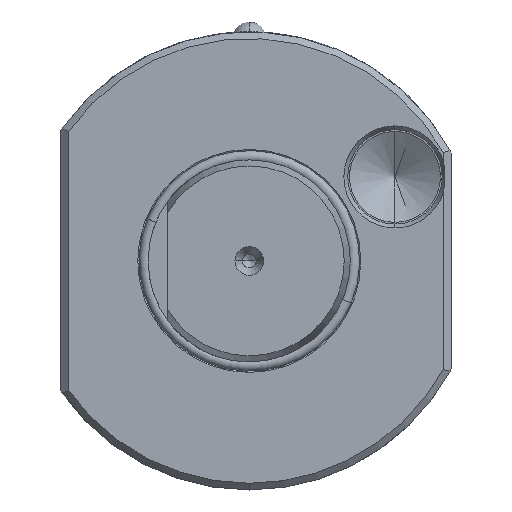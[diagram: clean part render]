
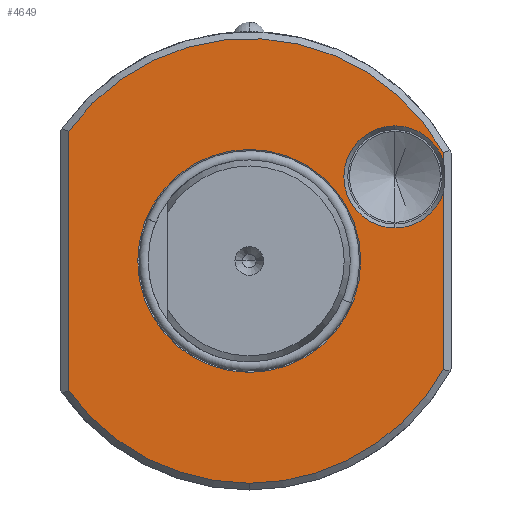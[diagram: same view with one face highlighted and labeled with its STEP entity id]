
A CAD part, left-side view. The second image highlights one B-rep face of the part: STEP entity #4649.
In plain terms, the highlighted planar face has unit normal (-1, 0, 0).
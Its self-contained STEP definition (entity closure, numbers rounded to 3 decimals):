
#145 = VERTEX_POINT ( 'NONE', #24338 ) ;
#153 = VERTEX_POINT ( 'NONE', #24384 ) ;
#154 = VERTEX_POINT ( 'NONE', #24325 ) ;
#324 = VERTEX_POINT ( 'NONE', #24541 ) ;
#4649 = ADVANCED_FACE ( 'NONE', ( #28558, #28574 ), #9557, .T. ) ;
#9557 = PLANE ( 'NONE',  #37058 ) ;
#9591 = DIRECTION ( 'NONE',  ( -1., 0., 0. ) ) ;
#9594 = DIRECTION ( 'NONE',  ( 0., 0., 1. ) ) ;
#9598 = CARTESIAN_POINT ( 'NONE',  ( 2., 15., 0. ) ) ;
#15727 = CARTESIAN_POINT ( 'NONE',  ( 2., -21.62, 12.47 ) ) ;
#15737 = DIRECTION ( 'NONE',  ( 1., 0., 0. ) ) ;
#15738 = DIRECTION ( 'NONE',  ( 0., 0., 1. ) ) ;
#15774 = DIRECTION ( 'NONE',  ( 1., 0., 0. ) ) ;
#15778 = CARTESIAN_POINT ( 'NONE',  ( 2., -21.62, 12.47 ) ) ;
#15780 = DIRECTION ( 'NONE',  ( 0., 0., 1. ) ) ;
#16983 = CARTESIAN_POINT ( 'NONE',  ( 2., -21.62, 20.047 ) ) ;
#17007 = CARTESIAN_POINT ( 'NONE',  ( 2., -28.8, 10.048 ) ) ;
#17028 = CARTESIAN_POINT ( 'NONE',  ( 2., -28.8, 14.892 ) ) ;
#17035 = CARTESIAN_POINT ( 'NONE',  ( 2., -21.62, 4.893 ) ) ;
#19998 = CIRCLE ( 'NONE', #37636, 16.55 ) ;
#20057 = LINE ( 'NONE', #23517, #20092 ) ;
#20067 = CIRCLE ( 'NONE', #37643, 33. ) ;
#20078 = VECTOR ( 'NONE', #23591, 1000. ) ;
#20080 = LINE ( 'NONE', #23608, #20078 ) ;
#20085 = CIRCLE ( 'NONE', #37654, 7.577 ) ;
#20087 = CIRCLE ( 'NONE', #37651, 33. ) ;
#20092 = VECTOR ( 'NONE', #23505, 1000. ) ;
#20544 = CIRCLE ( 'NONE', #37559, 33. ) ;
#20830 = CIRCLE ( 'NONE', #37613, 7.577 ) ;
#20863 = CIRCLE ( 'NONE', #37584, 7.577 ) ;
#22023 = DIRECTION ( 'NONE',  ( 0., 0., 1. ) ) ;
#22035 = CARTESIAN_POINT ( 'NONE',  ( 2., 0., 0. ) ) ;
#22040 = DIRECTION ( 'NONE',  ( -1., 0., 0. ) ) ;
#22545 = EDGE_LOOP ( 'NONE', ( #25225, #25245, #25200, #25201, #25246, #25232, #25249, #25224, #25242 ) ) ;
#22613 = EDGE_LOOP ( 'NONE', ( #25136, #25184 ) ) ;
#22926 = VERTEX_POINT ( 'NONE', #30906 ) ;
#22965 = VERTEX_POINT ( 'NONE', #30952 ) ;
#23053 = VERTEX_POINT ( 'NONE', #31021 ) ;
#23464 = DIRECTION ( 'NONE',  ( 0., 0., 1. ) ) ;
#23467 = DIRECTION ( 'NONE',  ( 1., 0., 0. ) ) ;
#23489 = CARTESIAN_POINT ( 'NONE',  ( 2., -21.62, 12.47 ) ) ;
#23491 = DIRECTION ( 'NONE',  ( 0., 0., 1. ) ) ;
#23495 = CARTESIAN_POINT ( 'NONE',  ( 2., 0., 0. ) ) ;
#23505 = DIRECTION ( 'NONE',  ( 0., 0., -1. ) ) ;
#23516 = DIRECTION ( 'NONE',  ( -1., 0., 0. ) ) ;
#23517 = CARTESIAN_POINT ( 'NONE',  ( 2., 26.8, 0. ) ) ;
#23553 = CARTESIAN_POINT ( 'NONE',  ( 2., 0., 0. ) ) ;
#23555 = DIRECTION ( 'NONE',  ( -1., 0., 0. ) ) ;
#23569 = DIRECTION ( 'NONE',  ( 0., 0., 1. ) ) ;
#23591 = DIRECTION ( 'NONE',  ( 0., 0., 1. ) ) ;
#23608 = CARTESIAN_POINT ( 'NONE',  ( 2., -28.8, 0. ) ) ;
#23886 = CARTESIAN_POINT ( 'NONE',  ( 2., 0., 0. ) ) ;
#23891 = DIRECTION ( 'NONE',  ( 0., 1., 0. ) ) ;
#23899 = DIRECTION ( 'NONE',  ( 1., 0., 0. ) ) ;
#24325 = CARTESIAN_POINT ( 'NONE',  ( 2., -28.8, 16.111 ) ) ;
#24338 = CARTESIAN_POINT ( 'NONE',  ( 2., 26.8, -19.255 ) ) ;
#24384 = CARTESIAN_POINT ( 'NONE',  ( 2., 26.8, 19.255 ) ) ;
#24541 = CARTESIAN_POINT ( 'NONE',  ( 2., 0., -33. ) ) ;
#25136 = ORIENTED_EDGE ( 'NONE', *, *, #42096, .T. ) ;
#25184 = ORIENTED_EDGE ( 'NONE', *, *, #36454, .T. ) ;
#25200 = ORIENTED_EDGE ( 'NONE', *, *, #36453, .T. ) ;
#25201 = ORIENTED_EDGE ( 'NONE', *, *, #41938, .T. ) ;
#25224 = ORIENTED_EDGE ( 'NONE', *, *, #42177, .T. ) ;
#25225 = ORIENTED_EDGE ( 'NONE', *, *, #42196, .T. ) ;
#25232 = ORIENTED_EDGE ( 'NONE', *, *, #41931, .T. ) ;
#25242 = ORIENTED_EDGE ( 'NONE', *, *, #42184, .T. ) ;
#25245 = ORIENTED_EDGE ( 'NONE', *, *, #36679, .T. ) ;
#25246 = ORIENTED_EDGE ( 'NONE', *, *, #42173, .T. ) ;
#25249 = ORIENTED_EDGE ( 'NONE', *, *, #42203, .T. ) ;
#27729 = VECTOR ( 'NONE', #35363, 1000. ) ;
#27762 = LINE ( 'NONE', #35380, #27729 ) ;
#27809 = CIRCLE ( 'NONE', #37530, 16.55 ) ;
#28558 = FACE_OUTER_BOUND ( 'NONE', #22545, .T. ) ;
#28574 = FACE_BOUND ( 'NONE', #22613, .T. ) ;
#30906 = CARTESIAN_POINT ( 'NONE',  ( 2., 16.55, 0. ) ) ;
#30952 = CARTESIAN_POINT ( 'NONE',  ( 2., -16.55, 0. ) ) ;
#31021 = CARTESIAN_POINT ( 'NONE',  ( 2., -28.8, -16.111 ) ) ;
#35359 = DIRECTION ( 'NONE',  ( 1., 0., 0. ) ) ;
#35363 = DIRECTION ( 'NONE',  ( 0., 0., 1. ) ) ;
#35366 = CARTESIAN_POINT ( 'NONE',  ( 2., 0., 0. ) ) ;
#35380 = CARTESIAN_POINT ( 'NONE',  ( 2., -28.8, 0. ) ) ;
#35381 = DIRECTION ( 'NONE',  ( 0., 1., 0. ) ) ;
#36453 = EDGE_CURVE ( 'NONE', #23053, #41696, #27762, .T. ) ;
#36454 = EDGE_CURVE ( 'NONE', #22926, #22965, #27809, .T. ) ;
#36679 = EDGE_CURVE ( 'NONE', #324, #23053, #20544, .T. ) ;
#37058 = AXIS2_PLACEMENT_3D ( 'NONE', #9598, #9591, #9594 ) ;
#37530 = AXIS2_PLACEMENT_3D ( 'NONE', #35366, #35359, #35381 ) ;
#37559 = AXIS2_PLACEMENT_3D ( 'NONE', #22035, #22040, #22023 ) ;
#37584 = AXIS2_PLACEMENT_3D ( 'NONE', #15778, #15737, #15738 ) ;
#37613 = AXIS2_PLACEMENT_3D ( 'NONE', #15727, #15774, #15780 ) ;
#37636 = AXIS2_PLACEMENT_3D ( 'NONE', #23886, #23899, #23891 ) ;
#37643 = AXIS2_PLACEMENT_3D ( 'NONE', #23553, #23555, #23569 ) ;
#37651 = AXIS2_PLACEMENT_3D ( 'NONE', #23495, #23516, #23491 ) ;
#37654 = AXIS2_PLACEMENT_3D ( 'NONE', #23489, #23467, #23464 ) ;
#41673 = VERTEX_POINT ( 'NONE', #16983 ) ;
#41695 = VERTEX_POINT ( 'NONE', #17035 ) ;
#41696 = VERTEX_POINT ( 'NONE', #17007 ) ;
#41698 = VERTEX_POINT ( 'NONE', #17028 ) ;
#41931 = EDGE_CURVE ( 'NONE', #41673, #41698, #20863, .T. ) ;
#41938 = EDGE_CURVE ( 'NONE', #41696, #41695, #20830, .T. ) ;
#42096 = EDGE_CURVE ( 'NONE', #22965, #22926, #19998, .T. ) ;
#42173 = EDGE_CURVE ( 'NONE', #41695, #41673, #20085, .T. ) ;
#42177 = EDGE_CURVE ( 'NONE', #154, #153, #20087, .T. ) ;
#42184 = EDGE_CURVE ( 'NONE', #153, #145, #20057, .T. ) ;
#42196 = EDGE_CURVE ( 'NONE', #145, #324, #20067, .T. ) ;
#42203 = EDGE_CURVE ( 'NONE', #41698, #154, #20080, .T. ) ;
